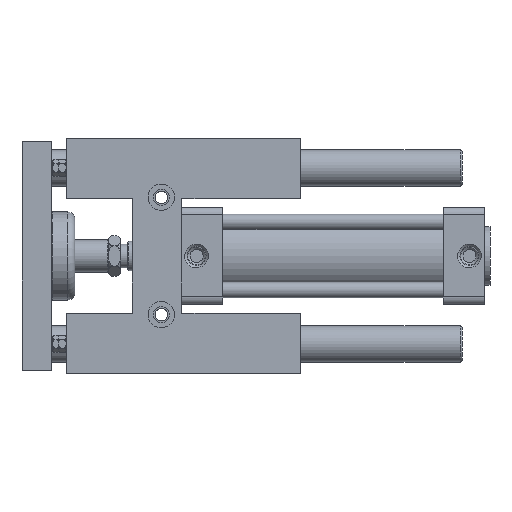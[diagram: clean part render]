
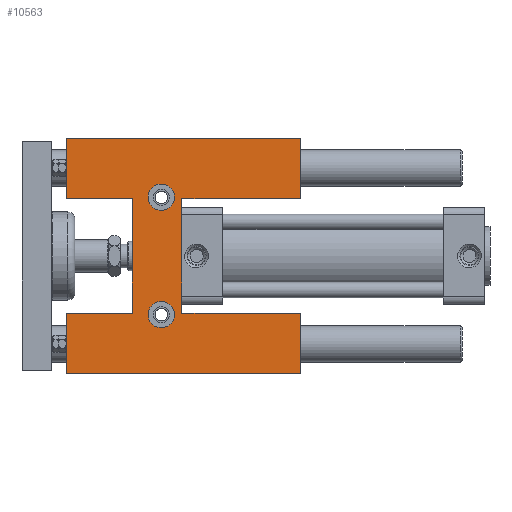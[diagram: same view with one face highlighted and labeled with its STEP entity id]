
A CAD part, top view. The second image highlights one B-rep face of the part: STEP entity #10563.
In plain terms, the highlighted planar face has unit normal (0, 0, 1).
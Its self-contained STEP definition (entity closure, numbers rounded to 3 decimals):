
#18=CARTESIAN_POINT('',(190.,-39.,39.));
#19=VERTEX_POINT('Vertex2',#18);
#20=CARTESIAN_POINT('',(190.,-80.,39.));
#21=VERTEX_POINT('Vertex1',#20);
#22=CARTESIAN_POINT('',(190.,-59.5,39.));
#23=DIRECTION('',(0.,-1.,0.));
#24=VECTOR('',#23,1.);
#25=LINE('nurbsCrv1',#22,#24);
#26=EDGE_CURVE('Edge1',#19,#21,#25,.T.);
#78=CARTESIAN_POINT('',(30.,-80.,39.));
#79=VERTEX_POINT('Vertex31',#78);
#80=CARTESIAN_POINT('',(30.,-39.,39.));
#81=VERTEX_POINT('Vertex30',#80);
#82=CARTESIAN_POINT('',(30.,-59.5,39.));
#83=DIRECTION('',(0.,1.,0.));
#84=VECTOR('',#83,1.);
#85=LINE('nurbsCrv30',#82,#84);
#86=EDGE_CURVE('Edge30',#79,#81,#85,.T.);
#360=CARTESIAN_POINT('',(190.,80.,39.));
#361=VERTEX_POINT('Vertex36',#360);
#362=CARTESIAN_POINT('',(190.,39.,39.));
#363=VERTEX_POINT('Vertex35',#362);
#364=CARTESIAN_POINT('',(190.,59.5,39.));
#365=DIRECTION('',(0.,-1.,0.));
#366=VECTOR('',#365,1.);
#367=LINE('nurbsCrv35',#364,#366);
#368=EDGE_CURVE('Edge35',#361,#363,#367,.T.);
#420=CARTESIAN_POINT('',(30.,39.,39.));
#421=VERTEX_POINT('Vertex65',#420);
#422=CARTESIAN_POINT('',(30.,80.,39.));
#423=VERTEX_POINT('Vertex64',#422);
#424=CARTESIAN_POINT('',(30.,59.5,39.));
#425=DIRECTION('',(0.,1.,0.));
#426=VECTOR('',#425,1.);
#427=LINE('nurbsCrv64',#424,#426);
#428=EDGE_CURVE('Edge64',#421,#423,#427,.T.);
#10288=CARTESIAN_POINT('',(110.,80.,39.));
#10289=DIRECTION('',(1.,0.,0.));
#10290=VECTOR('',#10289,1.);
#10291=LINE('nurbsCrv525',#10288,#10290);
#10292=EDGE_CURVE('Edge525',#423,#361,#10291,.T.);
#10321=CARTESIAN_POINT('',(110.,-80.,39.));
#10322=DIRECTION('',(-1.,0.,0.));
#10323=VECTOR('',#10322,1.);
#10324=LINE('nurbsCrv526',#10321,#10323);
#10325=EDGE_CURVE('Edge526',#21,#79,#10324,.T.);
#10357=CARTESIAN_POINT('',(86.,40.,39.));
#10358=VERTEX_POINT('Vertex371',#10357);
#10359=CARTESIAN_POINT('',(95.,40.,39.));
#10360=DIRECTION('',(0.,0.,-1.));
#10361=DIRECTION('',(-1.,0.,0.));
#10362=AXIS2_PLACEMENT_3D('',#10359,#10360,#10361);
#10363=CIRCLE('nurbsCrv527',#10362,9.);
#10364=EDGE_CURVE('Edge527',#10358,#10358,#10363,.T.);
#10377=CARTESIAN_POINT('',(86.,-40.,39.));
#10378=VERTEX_POINT('Vertex372',#10377);
#10379=CARTESIAN_POINT('',(95.,-40.,39.));
#10380=DIRECTION('',(0.,0.,-1.));
#10381=DIRECTION('',(-1.,0.,0.));
#10382=AXIS2_PLACEMENT_3D('',#10379,#10380,#10381);
#10383=CIRCLE('nurbsCrv528',#10382,9.);
#10384=EDGE_CURVE('Edge528',#10378,#10378,#10383,.T.);
#10394=CARTESIAN_POINT('',(109.,39.,39.));
#10395=VERTEX_POINT('Vertex373',#10394);
#10396=CARTESIAN_POINT('',(149.5,39.,39.));
#10397=DIRECTION('',(-1.,0.,0.));
#10398=VECTOR('',#10397,1.);
#10399=LINE('nurbsCrv529',#10396,#10398);
#10400=EDGE_CURVE('Edge529',#363,#10395,#10399,.T.);
#10418=CARTESIAN_POINT('',(109.,-39.,39.));
#10419=VERTEX_POINT('Vertex374',#10418);
#10420=CARTESIAN_POINT('',(109.,0.,39.));
#10421=DIRECTION('',(0.,-1.,0.));
#10422=VECTOR('',#10421,1.);
#10423=LINE('nurbsCrv531',#10420,#10422);
#10424=EDGE_CURVE('Edge531',#10395,#10419,#10423,.T.);
#10452=CARTESIAN_POINT('',(149.5,-39.,39.));
#10453=DIRECTION('',(1.,0.,0.));
#10454=VECTOR('',#10453,1.);
#10455=LINE('nurbsCrv533',#10452,#10454);
#10456=EDGE_CURVE('Edge533',#10419,#19,#10455,.T.);
#10469=CARTESIAN_POINT('',(75.,-39.,39.));
#10470=VERTEX_POINT('Vertex375',#10469);
#10471=CARTESIAN_POINT('',(52.5,-39.,39.));
#10472=DIRECTION('',(1.,0.,0.));
#10473=VECTOR('',#10472,1.);
#10474=LINE('nurbsCrv534',#10471,#10473);
#10475=EDGE_CURVE('Edge534',#81,#10470,#10474,.T.);
#10493=CARTESIAN_POINT('',(75.,39.,39.));
#10494=VERTEX_POINT('Vertex376',#10493);
#10495=CARTESIAN_POINT('',(75.,0.,39.));
#10496=DIRECTION('',(0.,1.,0.));
#10497=VECTOR('',#10496,1.);
#10498=LINE('nurbsCrv536',#10495,#10497);
#10499=EDGE_CURVE('Edge536',#10470,#10494,#10498,.T.);
#10521=CARTESIAN_POINT('',(52.5,39.,39.));
#10522=DIRECTION('',(-1.,0.,0.));
#10523=VECTOR('',#10522,1.);
#10524=LINE('nurbsCrv538',#10521,#10523);
#10525=EDGE_CURVE('Edge538',#10494,#421,#10524,.T.);
#10538=ORIENTED_EDGE('Edgeuse1066',*,*,#368,.F.);
#10539=ORIENTED_EDGE('Edgeuse1067',*,*,#10292,.F.);
#10540=ORIENTED_EDGE('Edgeuse1068',*,*,#428,.F.);
#10541=ORIENTED_EDGE('Edgeuse1069',*,*,#10525,.F.);
#10542=ORIENTED_EDGE('Edgeuse1070',*,*,#10499,.F.);
#10543=ORIENTED_EDGE('Edgeuse1071',*,*,#10475,.F.);
#10544=ORIENTED_EDGE('Edgeuse1072',*,*,#86,.F.);
#10545=ORIENTED_EDGE('Edgeuse1073',*,*,#10325,.F.);
#10546=ORIENTED_EDGE('Edgeuse1074',*,*,#26,.F.);
#10547=ORIENTED_EDGE('Edgeuse1075',*,*,#10456,.F.);
#10548=ORIENTED_EDGE('Edgeuse1076',*,*,#10424,.F.);
#10549=ORIENTED_EDGE('Edgeuse1077',*,*,#10400,.F.);
#10550=EDGE_LOOP('',(#10538,#10539,#10540,#10541,#10542,#10543,#10544,#10545,
#10546,#10547,#10548,#10549));
#10551=FACE_OUTER_BOUND('',#10550,.T.);
#10552=ORIENTED_EDGE('Edgeuse1064',*,*,#10364,.T.);
#10553=EDGE_LOOP('',(#10552));
#10554=FACE_BOUND('',#10553,.T.);
#10555=ORIENTED_EDGE('Edgeuse1065',*,*,#10384,.T.);
#10556=EDGE_LOOP('',(#10555));
#10557=FACE_BOUND('',#10556,.T.);
#10558=CARTESIAN_POINT('',(110.,0.,39.));
#10559=DIRECTION('',(0.,0.,1.));
#10560=DIRECTION('',(-1.,0.,0.));
#10561=AXIS2_PLACEMENT_3D('',#10558,#10559,#10560);
#10562=PLANE('nurbsSrf218',#10561);
#10563=ADVANCED_FACE('Face218',(#10551,#10554,#10557),#10562,.T.);
